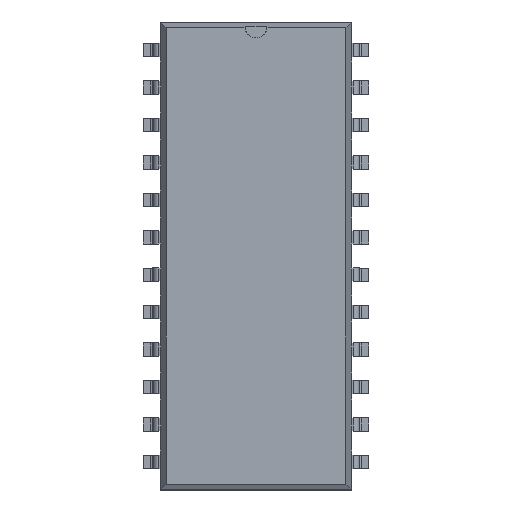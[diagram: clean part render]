
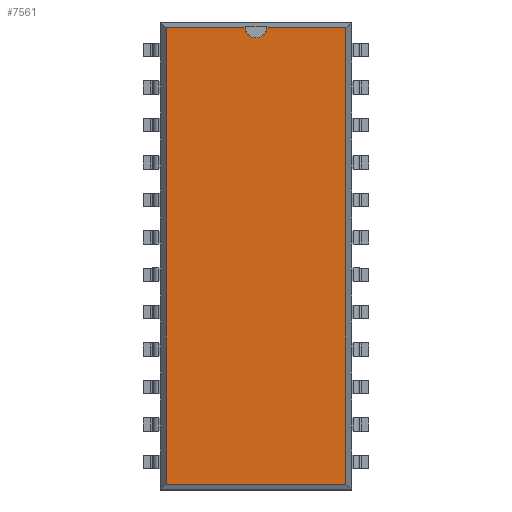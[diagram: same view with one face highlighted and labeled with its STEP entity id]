
A CAD part, top view. The second image highlights one B-rep face of the part: STEP entity #7561.
In plain terms, the highlighted planar face has unit normal (0, 0, 1).
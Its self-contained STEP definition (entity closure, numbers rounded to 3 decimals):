
#26=VECTOR('',#27,1.);
#27=DIRECTION('',(0.,1.,0.));
#33=VECTOR('',#34,1.);
#34=DIRECTION('',(-1.,0.,0.));
#40=VECTOR('',#41,1.);
#41=DIRECTION('',(0.,-1.,0.));
#45=VECTOR('',#46,1.);
#46=DIRECTION('',(1.,0.,0.));
#49=DIRECTION('',(0.,0.,-1.));
#1435=DIRECTION('',(0.,0.,-1.));
#5071=VERTEX_POINT('',#5072);
#5072=CARTESIAN_POINT('',(6.101,15.476,3.68));
#5074=ORIENTED_EDGE('',*,*,#5075,.F.);
#5075=EDGE_CURVE('',#5076,#5071,#5078,.T.);
#5076=VERTEX_POINT('',#5077);
#5077=CARTESIAN_POINT('',(6.101,-15.476,3.68));
#5078=LINE('',#5077,#26);
#6278=VERTEX_POINT('',#6279);
#6279=CARTESIAN_POINT('',(-6.101,15.476,3.68));
#6281=ORIENTED_EDGE('',*,*,#6282,.F.);
#6282=EDGE_CURVE('',#6283,#6278,#6285,.T.);
#6283=VERTEX_POINT('',#6284);
#6284=CARTESIAN_POINT('',(-0.746,15.476,3.68));
#6285=LINE('',#5072,#33);
#6304=VERTEX_POINT('',#6305);
#6305=CARTESIAN_POINT('',(0.746,15.476,3.68));
#6311=ORIENTED_EDGE('',*,*,#6312,.F.);
#6312=EDGE_CURVE('',#5071,#6304,#6285,.T.);
#6356=VERTEX_POINT('',#6357);
#6357=CARTESIAN_POINT('',(-6.101,-15.476,3.68));
#6359=ORIENTED_EDGE('',*,*,#6360,.F.);
#6360=EDGE_CURVE('',#6278,#6356,#6361,.T.);
#6361=LINE('',#6279,#40);
#7556=ORIENTED_EDGE('',*,*,#7557,.F.);
#7557=EDGE_CURVE('',#6356,#5076,#7558,.T.);
#7558=LINE('',#6357,#45);
#7561=ADVANCED_FACE('',(#7562),#7573,.F.);
#7562=FACE_BOUND('',#7563,.F.);
#7563=EDGE_LOOP('',(#5074,#7556,#6359,#6281,#7564,#7571,#6311));
#7564=ORIENTED_EDGE('',*,*,#7565,.F.);
#7565=EDGE_CURVE('',#7566,#6283,#7568,.T.);
#7566=VERTEX_POINT('',#7567);
#7567=CARTESIAN_POINT('',(0.,14.801,3.68));
#7568=CIRCLE('',#7569,0.75);
#7569=AXIS2_PLACEMENT_3D('',#7570,#1435,#41);
#7570=CARTESIAN_POINT('',(0.,15.551,3.68));
#7571=ORIENTED_EDGE('',*,*,#7572,.F.);
#7572=EDGE_CURVE('',#6304,#7566,#7568,.T.);
#7573=PLANE('',#7574);
#7574=AXIS2_PLACEMENT_3D('',#5077,#49,#7575);
#7575=DIRECTION('',(-0.367,0.93,0.));
